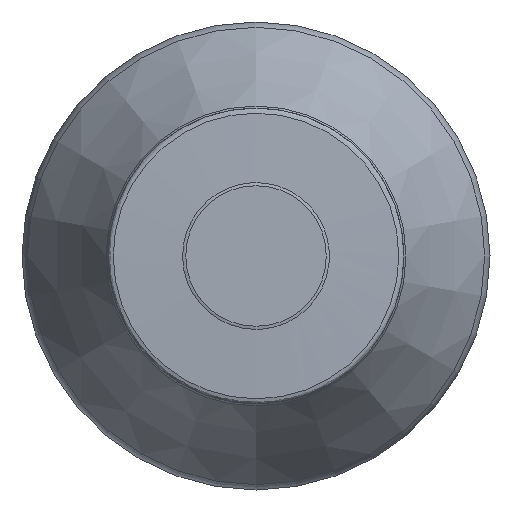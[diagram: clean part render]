
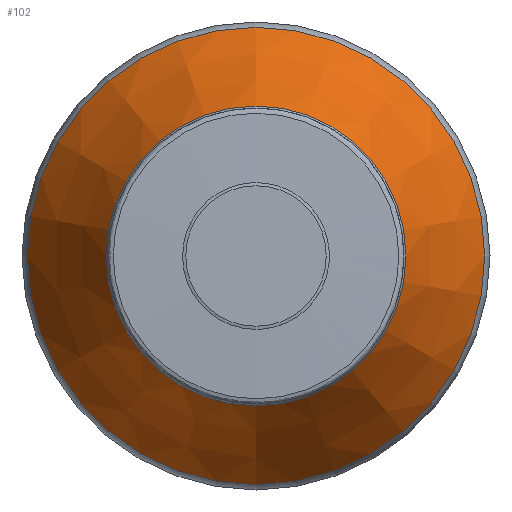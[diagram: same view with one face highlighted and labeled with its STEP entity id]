
A CAD part, left-side view. The second image highlights one B-rep face of the part: STEP entity #102.
In plain terms, the highlighted conical face has half-angle 29.358 degrees and reference radius 16.615 mm.
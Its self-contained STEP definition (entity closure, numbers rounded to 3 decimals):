
#80=CONICAL_SURFACE('',#405,16.615,29.358);
#102=ADVANCED_FACE('',(#153,#154),#80,.T.);
#153=FACE_BOUND('',#206,.T.);
#154=FACE_BOUND('',#207,.T.);
#206=EDGE_LOOP('',(#262));
#207=EDGE_LOOP('',(#263));
#262=ORIENTED_EDGE('',*,*,#332,.T.);
#263=ORIENTED_EDGE('',*,*,#331,.F.);
#303=VERTEX_POINT('',#583);
#304=VERTEX_POINT('',#586);
#331=EDGE_CURVE('',#303,#303,#359,.T.);
#332=EDGE_CURVE('',#304,#304,#360,.T.);
#359=CIRCLE('',#402,16.615);
#360=CIRCLE('',#404,10.892);
#402=AXIS2_PLACEMENT_3D('',#582,#483,#484);
#404=AXIS2_PLACEMENT_3D('',#585,#487,#488);
#405=AXIS2_PLACEMENT_3D('',#587,#489,#490);
#483=DIRECTION('',(1.,0.,0.));
#484=DIRECTION('',(0.,0.,1.));
#487=DIRECTION('',(1.,0.,0.));
#488=DIRECTION('',(0.,0.,1.));
#489=DIRECTION('',(1.,0.,0.));
#490=DIRECTION('',(0.,0.,-1.));
#582=CARTESIAN_POINT('',(58.315,0.,0.));
#583=CARTESIAN_POINT('',(58.315,0.,16.615));
#585=CARTESIAN_POINT('',(48.142,0.,0.));
#586=CARTESIAN_POINT('',(48.142,0.,10.892));
#587=CARTESIAN_POINT('',(58.315,0.,0.));
